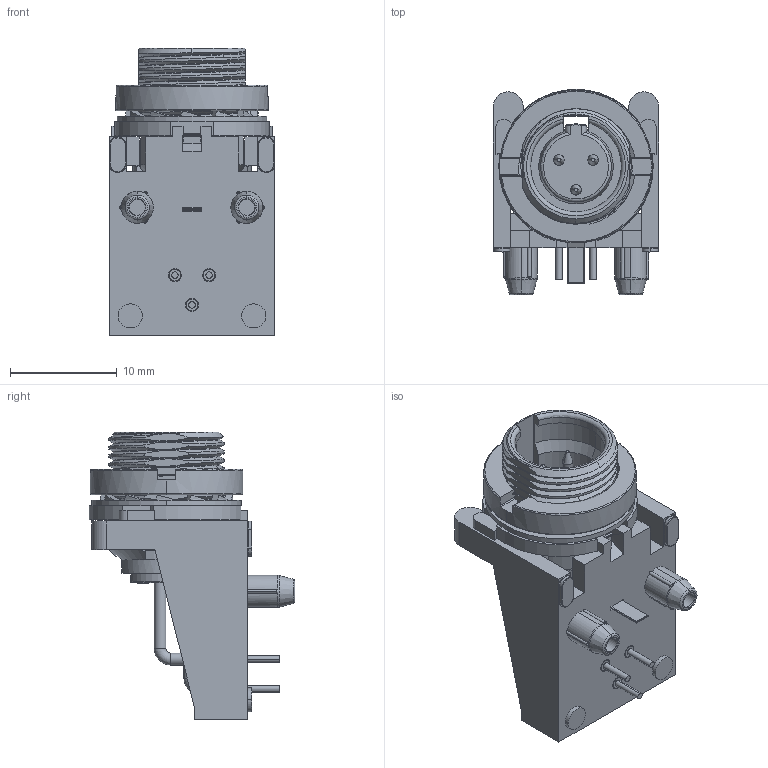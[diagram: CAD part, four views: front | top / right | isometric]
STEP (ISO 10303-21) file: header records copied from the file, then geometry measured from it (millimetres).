
FILE_DESCRIPTION (( 'STEP AP203' ), '1' );
FILE_NAME ('IO-TXLR3-M-PH.stp', '2024-03-20T16:50:54', ( '' ), ( '' ), 'SwSTEP 2.0', 'SolidWorks 2018', '' );
FILE_SCHEMA (( 'CONFIG_CONTROL_DESIGN' ));
Length unit declared in the file: millimetre
Products named in the file (1): IO-TXLR3-M-PH
Bounding box: 15.5 x 19.24 x 26.96 mm (x, y, z)
Volume: 1973.1 mm3; surface area: 3757.4 mm2
Topology: 9 solids, 9 shells, 893 faces, 2274 edges, 1422 vertices
Faces by surface type: plane 403, cylinder 301, bspline 78, torus 64, cone 38, sphere 9
Entity records: 40549 total; most frequent: CARTESIAN_POINT 19785, ORIENTED_EDGE 4532, DIRECTION 4000, EDGE_CURVE 2266, AXIS2_PLACEMENT_3D 1461, VERTEX_POINT 1422, LINE 1078, VECTOR 1078
